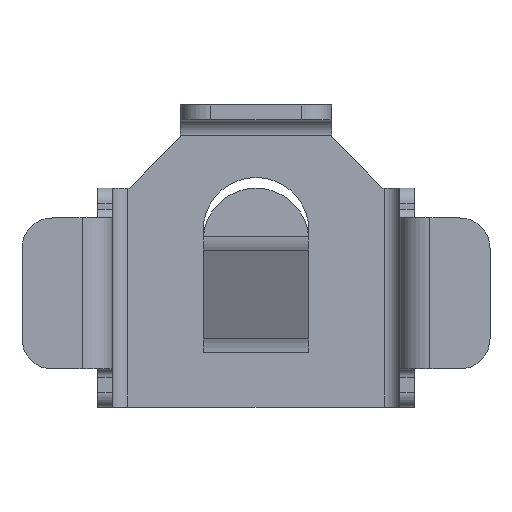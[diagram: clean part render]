
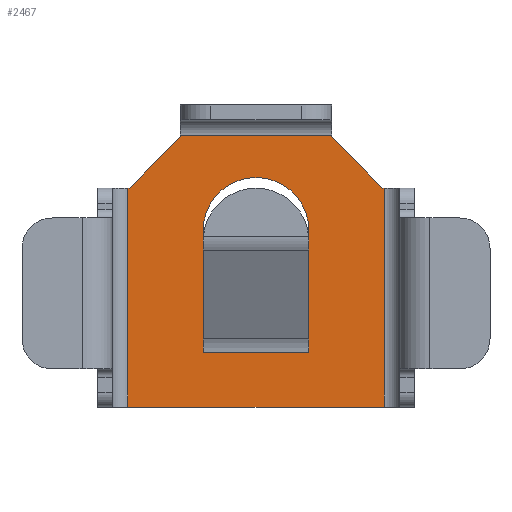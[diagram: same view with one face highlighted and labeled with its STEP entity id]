
A CAD part, front view. The second image highlights one B-rep face of the part: STEP entity #2467.
In plain terms, the highlighted planar face has unit normal (0, -1, 0).
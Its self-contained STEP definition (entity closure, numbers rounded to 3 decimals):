
#10 = VERTEX_POINT ( 'NONE', #2258 ) ;
#13 = VERTEX_POINT ( 'NONE', #2472 ) ;
#16 = DIRECTION ( 'NONE',  ( 0., 0., -1. ) ) ;
#18 = VECTOR ( 'NONE', #2092, 1000. ) ;
#42 = CARTESIAN_POINT ( 'NONE',  ( -2.155, 1.91, -1.91 ) ) ;
#96 = VECTOR ( 'NONE', #1183, 1000. ) ;
#148 = CARTESIAN_POINT ( 'NONE',  ( 2.135, 1.91, 1.77 ) ) ;
#167 = LINE ( 'NONE', #42, #613 ) ;
#171 = CARTESIAN_POINT ( 'NONE',  ( 0., 1.91, -1. ) ) ;
#176 = VECTOR ( 'NONE', #1513, 1000. ) ;
#177 = ORIENTED_EDGE ( 'NONE', *, *, #2171, .T. ) ;
#224 = CARTESIAN_POINT ( 'NONE',  ( -2.155, 1.91, 1.77 ) ) ;
#228 = CARTESIAN_POINT ( 'NONE',  ( -0.89, 1.91, 1.06 ) ) ;
#246 = ORIENTED_EDGE ( 'NONE', *, *, #2232, .T. ) ;
#280 = CARTESIAN_POINT ( 'NONE',  ( -2.135, 1.91, 1.77 ) ) ;
#298 = CARTESIAN_POINT ( 'NONE',  ( 0.89, 1.91, 0. ) ) ;
#309 = VERTEX_POINT ( 'NONE', #280 ) ;
#319 = DIRECTION ( 'NONE',  ( 0., 0., -1. ) ) ;
#323 = VECTOR ( 'NONE', #2006, 1000. ) ;
#324 = DIRECTION ( 'NONE',  ( 0., 1., 0. ) ) ;
#329 = VECTOR ( 'NONE', #793, 1000. ) ;
#334 = CARTESIAN_POINT ( 'NONE',  ( 2.155, 1.91, 1.77 ) ) ;
#422 = LINE ( 'NONE', #1221, #329 ) ;
#478 = VECTOR ( 'NONE', #1959, 1000. ) ;
#542 = DIRECTION ( 'NONE',  ( 0., 0., -1. ) ) ;
#544 = VECTOR ( 'NONE', #2624, 1000. ) ;
#551 = CARTESIAN_POINT ( 'NONE',  ( -1.27, 1.91, 2.66 ) ) ;
#560 = ORIENTED_EDGE ( 'NONE', *, *, #1673, .F. ) ;
#577 = CARTESIAN_POINT ( 'NONE',  ( -2.155, 1.91, -1.91 ) ) ;
#578 = CARTESIAN_POINT ( 'NONE',  ( 0.89, 1.91, -1. ) ) ;
#579 = LINE ( 'NONE', #2684, #18 ) ;
#585 = VECTOR ( 'NONE', #319, 1000. ) ;
#608 = EDGE_CURVE ( 'NONE', #1753, #1697, #1209, .T. ) ;
#611 = CARTESIAN_POINT ( 'NONE',  ( 2.135, 1.91, 1.77 ) ) ;
#613 = VECTOR ( 'NONE', #677, 1000. ) ;
#626 = ORIENTED_EDGE ( 'NONE', *, *, #1414, .F. ) ;
#639 = CARTESIAN_POINT ( 'NONE',  ( 0., 1.91, 1.95 ) ) ;
#640 = CIRCLE ( 'NONE', #1815, 0.89 ) ;
#645 = LINE ( 'NONE', #1808, #96 ) ;
#677 = DIRECTION ( 'NONE',  ( -1., 0., 0. ) ) ;
#693 = ORIENTED_EDGE ( 'NONE', *, *, #937, .T. ) ;
#700 = CARTESIAN_POINT ( 'NONE',  ( -1.27, 1.91, 2.64 ) ) ;
#732 = LINE ( 'NONE', #171, #2199 ) ;
#733 = CARTESIAN_POINT ( 'NONE',  ( 1.27, 1.91, 2.64 ) ) ;
#737 = AXIS2_PLACEMENT_3D ( 'NONE', #1349, #1946, #918 ) ;
#785 = CARTESIAN_POINT ( 'NONE',  ( -1.27, 1.91, 2.66 ) ) ;
#793 = DIRECTION ( 'NONE',  ( 0., 0., 1. ) ) ;
#827 = EDGE_CURVE ( 'NONE', #1129, #1521, #837, .T. ) ;
#837 = LINE ( 'NONE', #1471, #2209 ) ;
#856 = CARTESIAN_POINT ( 'NONE',  ( 0.89, 1.91, -0.334 ) ) ;
#894 = CARTESIAN_POINT ( 'NONE',  ( -0.89, 1.91, 0. ) ) ;
#915 = EDGE_CURVE ( 'NONE', #309, #1101, #2453, .T. ) ;
#916 = DIRECTION ( 'NONE',  ( 0., 0., -1. ) ) ;
#918 = DIRECTION ( 'NONE',  ( 0., 0., -1. ) ) ;
#937 = EDGE_CURVE ( 'NONE', #1697, #1129, #1841, .T. ) ;
#956 = CIRCLE ( 'NONE', #2272, 0.89 ) ;
#958 = LINE ( 'NONE', #2557, #1710 ) ;
#964 = EDGE_CURVE ( 'NONE', #2070, #2283, #1523, .T. ) ;
#971 = DIRECTION ( 'NONE',  ( 0., 0., -1. ) ) ;
#1037 = ORIENTED_EDGE ( 'NONE', *, *, #2665, .F. ) ;
#1040 = ORIENTED_EDGE ( 'NONE', *, *, #2679, .F. ) ;
#1057 = EDGE_CURVE ( 'NONE', #10, #2672, #2659, .T. ) ;
#1101 = VERTEX_POINT ( 'NONE', #2030 ) ;
#1108 = VERTEX_POINT ( 'NONE', #785 ) ;
#1129 = VERTEX_POINT ( 'NONE', #2236 ) ;
#1166 = VERTEX_POINT ( 'NONE', #577 ) ;
#1183 = DIRECTION ( 'NONE',  ( 0., 0., 1. ) ) ;
#1195 = DIRECTION ( 'NONE',  ( -1., 0., 0. ) ) ;
#1196 = EDGE_CURVE ( 'NONE', #1166, #1329, #645, .T. ) ;
#1209 = LINE ( 'NONE', #2580, #176 ) ;
#1221 = CARTESIAN_POINT ( 'NONE',  ( -1.27, 1.91, 2.64 ) ) ;
#1223 = CARTESIAN_POINT ( 'NONE',  ( -0.89, 1.91, -1. ) ) ;
#1226 = EDGE_CURVE ( 'NONE', #2283, #1932, #1904, .T. ) ;
#1245 = DIRECTION ( 'NONE',  ( 0.705, 0., -0.709 ) ) ;
#1271 = CARTESIAN_POINT ( 'NONE',  ( 0.89, 1.91, 1.06 ) ) ;
#1280 = DIRECTION ( 'NONE',  ( 0., 0., -1. ) ) ;
#1283 = VERTEX_POINT ( 'NONE', #1223 ) ;
#1315 = ORIENTED_EDGE ( 'NONE', *, *, #2049, .T. ) ;
#1329 = VERTEX_POINT ( 'NONE', #224 ) ;
#1349 = CARTESIAN_POINT ( 'NONE',  ( 0., 1.91, 0. ) ) ;
#1414 = EDGE_CURVE ( 'NONE', #1101, #1108, #422, .T. ) ;
#1417 = FACE_BOUND ( 'NONE', #1790, .T. ) ;
#1457 = LINE ( 'NONE', #551, #478 ) ;
#1471 = CARTESIAN_POINT ( 'NONE',  ( 0.89, 1.91, 0. ) ) ;
#1509 = DIRECTION ( 'NONE',  ( 1., 0., 0. ) ) ;
#1513 = DIRECTION ( 'NONE',  ( 0., 0., -1. ) ) ;
#1514 = CARTESIAN_POINT ( 'NONE',  ( 1.27, 1.91, 2.64 ) ) ;
#1521 = VERTEX_POINT ( 'NONE', #578 ) ;
#1523 = LINE ( 'NONE', #733, #1781 ) ;
#1545 = VERTEX_POINT ( 'NONE', #228 ) ;
#1560 = VERTEX_POINT ( 'NONE', #639 ) ;
#1565 = CARTESIAN_POINT ( 'NONE',  ( 0., 1.91, 1.06 ) ) ;
#1570 = ORIENTED_EDGE ( 'NONE', *, *, #608, .T. ) ;
#1622 = EDGE_LOOP ( 'NONE', ( #1722, #1671, #2372, #2440, #1037, #626, #2170, #560, #2675, #2044 ) ) ;
#1669 = CARTESIAN_POINT ( 'NONE',  ( 0., 1.91, 1.06 ) ) ;
#1671 = ORIENTED_EDGE ( 'NONE', *, *, #1995, .F. ) ;
#1673 = EDGE_CURVE ( 'NONE', #1329, #309, #958, .T. ) ;
#1697 = VERTEX_POINT ( 'NONE', #856 ) ;
#1701 = EDGE_CURVE ( 'NONE', #2672, #1166, #167, .T. ) ;
#1710 = VECTOR ( 'NONE', #1509, 1000. ) ;
#1722 = ORIENTED_EDGE ( 'NONE', *, *, #1057, .F. ) ;
#1731 = VERTEX_POINT ( 'NONE', #2307 ) ;
#1753 = VERTEX_POINT ( 'NONE', #1271 ) ;
#1764 = EDGE_CURVE ( 'NONE', #13, #1731, #2513, .T. ) ;
#1781 = VECTOR ( 'NONE', #542, 1000. ) ;
#1790 = EDGE_LOOP ( 'NONE', ( #1040, #1880, #246, #1570, #693, #2228, #1315, #177, #1850 ) ) ;
#1808 = CARTESIAN_POINT ( 'NONE',  ( -2.155, 1.91, 1.77 ) ) ;
#1815 = AXIS2_PLACEMENT_3D ( 'NONE', #1669, #1871, #16 ) ;
#1841 = LINE ( 'NONE', #298, #2341 ) ;
#1850 = ORIENTED_EDGE ( 'NONE', *, *, #1764, .F. ) ;
#1871 = DIRECTION ( 'NONE',  ( 0., 1., 0. ) ) ;
#1880 = ORIENTED_EDGE ( 'NONE', *, *, #1984, .T. ) ;
#1904 = LINE ( 'NONE', #611, #2483 ) ;
#1919 = DIRECTION ( 'NONE',  ( 0.705, 0., 0.709 ) ) ;
#1932 = VERTEX_POINT ( 'NONE', #148 ) ;
#1941 = DIRECTION ( 'NONE',  ( 0., 0., -1. ) ) ;
#1946 = DIRECTION ( 'NONE',  ( 0., -1., 0. ) ) ;
#1959 = DIRECTION ( 'NONE',  ( 1., 0., 0. ) ) ;
#1984 = EDGE_CURVE ( 'NONE', #1545, #1560, #956, .T. ) ;
#1995 = EDGE_CURVE ( 'NONE', #1932, #10, #2685, .T. ) ;
#2006 = DIRECTION ( 'NONE',  ( 1., 0., 0. ) ) ;
#2014 = CARTESIAN_POINT ( 'NONE',  ( 1.27, 1.91, 2.66 ) ) ;
#2030 = CARTESIAN_POINT ( 'NONE',  ( -1.27, 1.91, 2.64 ) ) ;
#2044 = ORIENTED_EDGE ( 'NONE', *, *, #1701, .F. ) ;
#2049 = EDGE_CURVE ( 'NONE', #1521, #1283, #732, .T. ) ;
#2070 = VERTEX_POINT ( 'NONE', #2014 ) ;
#2092 = DIRECTION ( 'NONE',  ( 0., 0., 1. ) ) ;
#2170 = ORIENTED_EDGE ( 'NONE', *, *, #915, .F. ) ;
#2171 = EDGE_CURVE ( 'NONE', #1283, #1731, #579, .T. ) ;
#2197 = FACE_OUTER_BOUND ( 'NONE', #1622, .T. ) ;
#2199 = VECTOR ( 'NONE', #1195, 1000. ) ;
#2209 = VECTOR ( 'NONE', #1280, 1000. ) ;
#2213 = CARTESIAN_POINT ( 'NONE',  ( 2.155, 1.91, -1.91 ) ) ;
#2228 = ORIENTED_EDGE ( 'NONE', *, *, #827, .T. ) ;
#2232 = EDGE_CURVE ( 'NONE', #1560, #1753, #640, .T. ) ;
#2236 = CARTESIAN_POINT ( 'NONE',  ( 0.89, 1.91, -0.735 ) ) ;
#2258 = CARTESIAN_POINT ( 'NONE',  ( 2.155, 1.91, 1.77 ) ) ;
#2272 = AXIS2_PLACEMENT_3D ( 'NONE', #1565, #324, #971 ) ;
#2283 = VERTEX_POINT ( 'NONE', #1514 ) ;
#2307 = CARTESIAN_POINT ( 'NONE',  ( -0.89, 1.91, -0.735 ) ) ;
#2341 = VECTOR ( 'NONE', #916, 1000. ) ;
#2372 = ORIENTED_EDGE ( 'NONE', *, *, #1226, .F. ) ;
#2404 = PLANE ( 'NONE',  #737 ) ;
#2440 = ORIENTED_EDGE ( 'NONE', *, *, #964, .F. ) ;
#2449 = VECTOR ( 'NONE', #1941, 1000. ) ;
#2453 = LINE ( 'NONE', #700, #2693 ) ;
#2467 = ADVANCED_FACE ( 'NONE', ( #2197, #1417 ), #2404, .T. ) ;
#2472 = CARTESIAN_POINT ( 'NONE',  ( -0.89, 1.91, -0.334 ) ) ;
#2483 = VECTOR ( 'NONE', #1245, 1000. ) ;
#2513 = LINE ( 'NONE', #894, #2449 ) ;
#2557 = CARTESIAN_POINT ( 'NONE',  ( -2.155, 1.91, 1.77 ) ) ;
#2580 = CARTESIAN_POINT ( 'NONE',  ( 0.89, 1.91, 0. ) ) ;
#2599 = CARTESIAN_POINT ( 'NONE',  ( 2.155, 1.91, 1.77 ) ) ;
#2607 = CARTESIAN_POINT ( 'NONE',  ( -0.89, 1.91, 0. ) ) ;
#2624 = DIRECTION ( 'NONE',  ( 0., 0., -1. ) ) ;
#2625 = LINE ( 'NONE', #2607, #544 ) ;
#2659 = LINE ( 'NONE', #2599, #585 ) ;
#2665 = EDGE_CURVE ( 'NONE', #1108, #2070, #1457, .T. ) ;
#2672 = VERTEX_POINT ( 'NONE', #2213 ) ;
#2675 = ORIENTED_EDGE ( 'NONE', *, *, #1196, .F. ) ;
#2679 = EDGE_CURVE ( 'NONE', #1545, #13, #2625, .T. ) ;
#2684 = CARTESIAN_POINT ( 'NONE',  ( -0.89, 1.91, 0. ) ) ;
#2685 = LINE ( 'NONE', #334, #323 ) ;
#2693 = VECTOR ( 'NONE', #1919, 1000. ) ;
